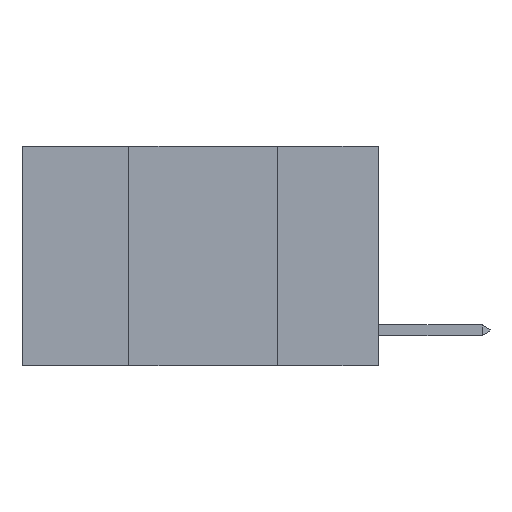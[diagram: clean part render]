
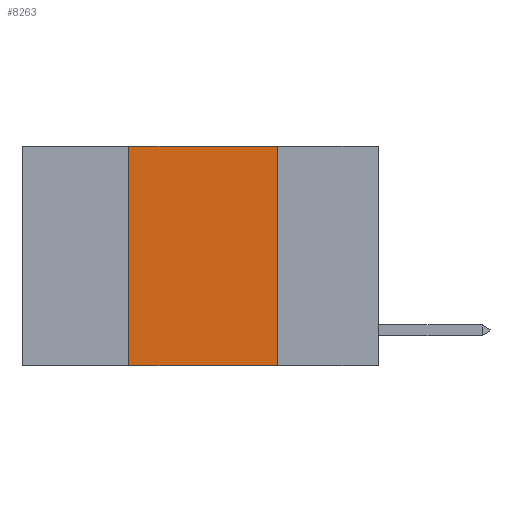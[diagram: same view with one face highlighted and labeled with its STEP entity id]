
A CAD part, left-side view. The second image highlights one B-rep face of the part: STEP entity #8263.
In plain terms, the highlighted planar face has unit normal (-1, 0, 0).
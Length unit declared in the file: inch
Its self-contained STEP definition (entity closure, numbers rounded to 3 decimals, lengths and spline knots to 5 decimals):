
#1325 = VECTOR ( 'NONE', #11820, 39.37008 ) ;
#1350 = EDGE_LOOP ( 'NONE', ( #3315, #4127, #11749, #3455 ) ) ;
#2031 = DIRECTION ( 'NONE',  ( 1., 0., 0. ) ) ;
#2042 = VERTEX_POINT ( 'NONE', #6019 ) ;
#2659 = VECTOR ( 'NONE', #11882, 39.37008 ) ;
#2816 = VECTOR ( 'NONE', #14242, 39.37008 ) ;
#2918 = CARTESIAN_POINT ( 'NONE',  ( 0., 0.6, 0. ) ) ;
#3290 = VERTEX_POINT ( 'NONE', #9488 ) ;
#3293 = DIRECTION ( 'NONE',  ( 0., 0., -1. ) ) ;
#3315 = ORIENTED_EDGE ( 'NONE', *, *, #7264, .F. ) ;
#3455 = ORIENTED_EDGE ( 'NONE', *, *, #7619, .T. ) ;
#3532 = EDGE_CURVE ( 'NONE', #13952, #3290, #6003, .T. ) ;
#3734 = EDGE_CURVE ( 'NONE', #2042, #13952, #5308, .T. ) ;
#4127 = ORIENTED_EDGE ( 'NONE', *, *, #3532, .F. ) ;
#4914 = CARTESIAN_POINT ( 'NONE',  ( 0., 0.42, 0. ) ) ;
#5024 = LINE ( 'NONE', #12700, #7341 ) ;
#5115 = CARTESIAN_POINT ( 'NONE',  ( 0., 0.42, 0. ) ) ;
#5202 = CARTESIAN_POINT ( 'NONE',  ( 0., 0.6, 0. ) ) ;
#5308 = LINE ( 'NONE', #5115, #2659 ) ;
#6003 = LINE ( 'NONE', #2918, #2816 ) ;
#6019 = CARTESIAN_POINT ( 'NONE',  ( 0., 0.42, -0.37 ) ) ;
#6509 = PLANE ( 'NONE',  #9381 ) ;
#7264 = EDGE_CURVE ( 'NONE', #3290, #14620, #14094, .T. ) ;
#7341 = VECTOR ( 'NONE', #13866, 39.37008 ) ;
#7619 = EDGE_CURVE ( 'NONE', #2042, #14620, #5024, .T. ) ;
#8263 = ADVANCED_FACE ( 'NONE', ( #10577 ), #6509, .F. ) ;
#9381 = AXIS2_PLACEMENT_3D ( 'NONE', #5202, #2031, #3293 ) ;
#9488 = CARTESIAN_POINT ( 'NONE',  ( 0., 0.17, 0. ) ) ;
#10481 = CARTESIAN_POINT ( 'NONE',  ( 0., 0.17, -0.37 ) ) ;
#10577 = FACE_OUTER_BOUND ( 'NONE', #1350, .T. ) ;
#11749 = ORIENTED_EDGE ( 'NONE', *, *, #3734, .F. ) ;
#11820 = DIRECTION ( 'NONE',  ( 0., 0., -1. ) ) ;
#11882 = DIRECTION ( 'NONE',  ( 0., 0., 1. ) ) ;
#12700 = CARTESIAN_POINT ( 'NONE',  ( 0., 0.6, -0.37 ) ) ;
#13108 = CARTESIAN_POINT ( 'NONE',  ( 0., 0.17, 0. ) ) ;
#13866 = DIRECTION ( 'NONE',  ( 0., -1., 0. ) ) ;
#13952 = VERTEX_POINT ( 'NONE', #4914 ) ;
#14094 = LINE ( 'NONE', #13108, #1325 ) ;
#14242 = DIRECTION ( 'NONE',  ( 0., -1., 0. ) ) ;
#14620 = VERTEX_POINT ( 'NONE', #10481 ) ;
